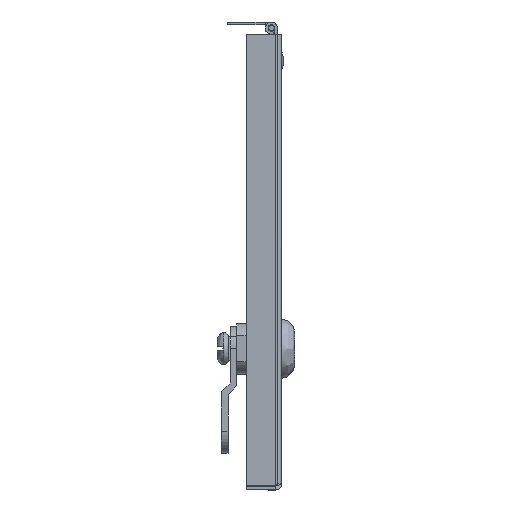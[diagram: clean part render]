
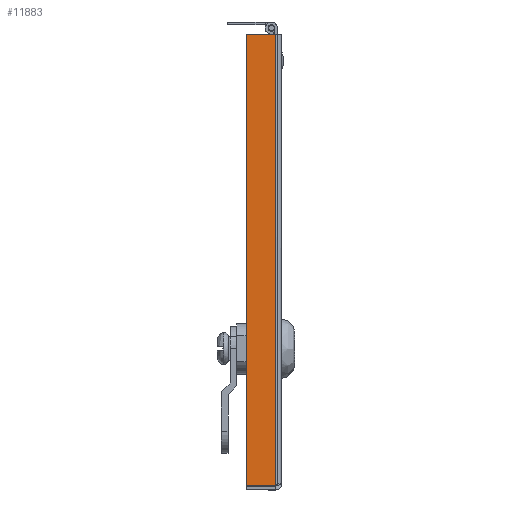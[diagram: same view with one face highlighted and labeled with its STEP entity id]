
A CAD part, left-side view. The second image highlights one B-rep face of the part: STEP entity #11883.
In plain terms, the highlighted planar face has unit normal (-1, 0, 0).
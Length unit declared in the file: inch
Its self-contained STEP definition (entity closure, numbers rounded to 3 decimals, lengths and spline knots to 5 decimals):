
#66 = DIRECTION ( 'NONE',  ( 0., -1., 0. ) ) ;
#304 = VECTOR ( 'NONE', #66, 39.37008 ) ;
#482 = FACE_OUTER_BOUND ( 'NONE', #19728, .T. ) ;
#710 = DIRECTION ( 'NONE',  ( 0., 0., -1. ) ) ;
#1871 = CARTESIAN_POINT ( 'NONE',  ( -12.297, 0.086, 3.25 ) ) ;
#2176 = DIRECTION ( 'NONE',  ( 1., 0., 0. ) ) ;
#3966 = LINE ( 'NONE', #18674, #14098 ) ;
#4352 = PLANE ( 'NONE',  #11224 ) ;
#4539 = CARTESIAN_POINT ( 'NONE',  ( -12.297, 0., -3.19289 ) ) ;
#5482 = VERTEX_POINT ( 'NONE', #1871 ) ;
#5758 = ORIENTED_EDGE ( 'NONE', *, *, #12972, .F. ) ;
#6637 = EDGE_CURVE ( 'NONE', #6962, #13696, #3966, .T. ) ;
#6962 = VERTEX_POINT ( 'NONE', #9213 ) ;
#8702 = EDGE_CURVE ( 'NONE', #5482, #21998, #14041, .T. ) ;
#9162 = ORIENTED_EDGE ( 'NONE', *, *, #18297, .F. ) ;
#9213 = CARTESIAN_POINT ( 'NONE',  ( -12.297, 0.5, -3.19289 ) ) ;
#9234 = CARTESIAN_POINT ( 'NONE',  ( -12.297, 0.057, 3.25 ) ) ;
#9518 = DIRECTION ( 'NONE',  ( 0., 0., 1. ) ) ;
#10423 = CARTESIAN_POINT ( 'NONE',  ( -12.297, 0.086, 3.25 ) ) ;
#10535 = DIRECTION ( 'NONE',  ( 0., 0., -1. ) ) ;
#11224 = AXIS2_PLACEMENT_3D ( 'NONE', #15098, #2176, #710 ) ;
#11883 = ADVANCED_FACE ( 'NONE', ( #482 ), #4352, .F. ) ;
#12326 = VECTOR ( 'NONE', #21060, 39.37008 ) ;
#12972 = EDGE_CURVE ( 'NONE', #21998, #6962, #15518, .T. ) ;
#13696 = VERTEX_POINT ( 'NONE', #17137 ) ;
#14041 = LINE ( 'NONE', #10423, #23891 ) ;
#14098 = VECTOR ( 'NONE', #9518, 39.37008 ) ;
#15098 = CARTESIAN_POINT ( 'NONE',  ( -12.297, 0., -12.914 ) ) ;
#15518 = LINE ( 'NONE', #4539, #12326 ) ;
#16348 = LINE ( 'NONE', #9234, #304 ) ;
#17137 = CARTESIAN_POINT ( 'NONE',  ( -12.297, 0.5, 3.25 ) ) ;
#18214 = ORIENTED_EDGE ( 'NONE', *, *, #8702, .F. ) ;
#18297 = EDGE_CURVE ( 'NONE', #13696, #5482, #16348, .T. ) ;
#18674 = CARTESIAN_POINT ( 'NONE',  ( -12.297, 0.5, -12.914 ) ) ;
#19728 = EDGE_LOOP ( 'NONE', ( #9162, #22013, #5758, #18214 ) ) ;
#21060 = DIRECTION ( 'NONE',  ( 0., 1., 0. ) ) ;
#21705 = CARTESIAN_POINT ( 'NONE',  ( -12.297, 0.086, -3.19289 ) ) ;
#21998 = VERTEX_POINT ( 'NONE', #21705 ) ;
#22013 = ORIENTED_EDGE ( 'NONE', *, *, #6637, .F. ) ;
#23891 = VECTOR ( 'NONE', #10535, 39.37008 ) ;
